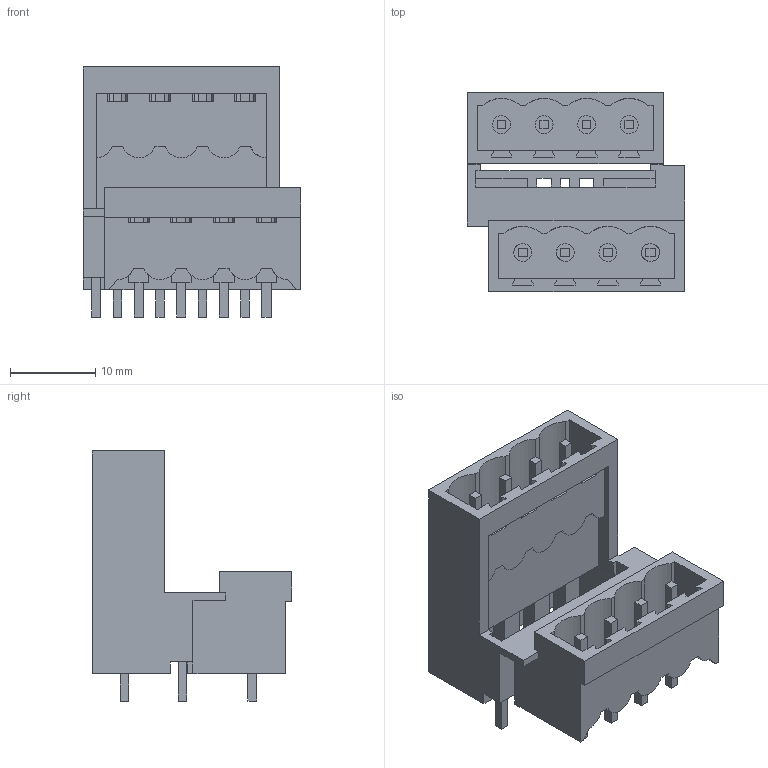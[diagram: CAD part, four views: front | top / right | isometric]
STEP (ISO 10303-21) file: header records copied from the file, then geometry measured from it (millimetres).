
FILE_DESCRIPTION(('CATIA V5 STEP Exchange','CAx-IF Rec.Pracs.--- Model Styling and Organization---1.2---2011-12-15'),'2;1');
FILE_NAME ('D1458951_0_1911320000_1911320000.stp','2018-03-29T10:29:19+00:00',('none'),('Weidmueller'),'CATIA Version 5-6 Release 2014','CATIA V5 STEP AP214','none');
FILE_SCHEMA(('AUTOMOTIVE_DESIGN { 1 0 10303 214 1 1 1 1 }'));
Length unit declared in the file: millimetre
Products named in the file (1): 1911320000
Bounding box: 25.5 x 23.43 x 29.36 mm (x, y, z)
Volume: 4149.4 mm3; surface area: 7020.9 mm2
Topology: 11 solids, 11 shells, 363 faces, 1163 edges, 805 vertices
Faces by surface type: plane 329, cylinder 32, extrusion 2
Entity records: 12856 total; most frequent: CARTESIAN_POINT 2363, ORIENTED_EDGE 2326, DIRECTION 1756, EDGE_CURVE 1163, VECTOR 1023, LINE 1021, VERTEX_POINT 805, AXIS2_PLACEMENT_3D 432
